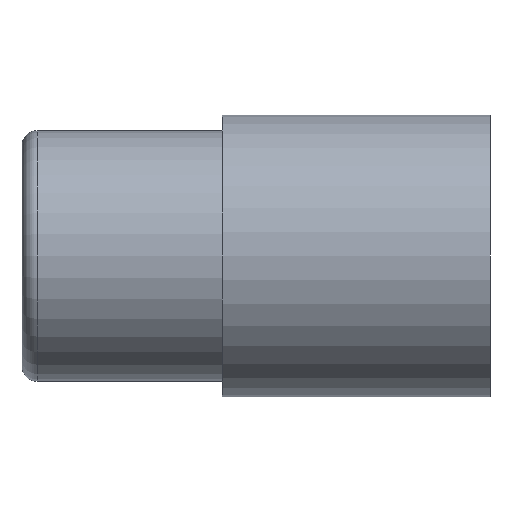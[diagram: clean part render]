
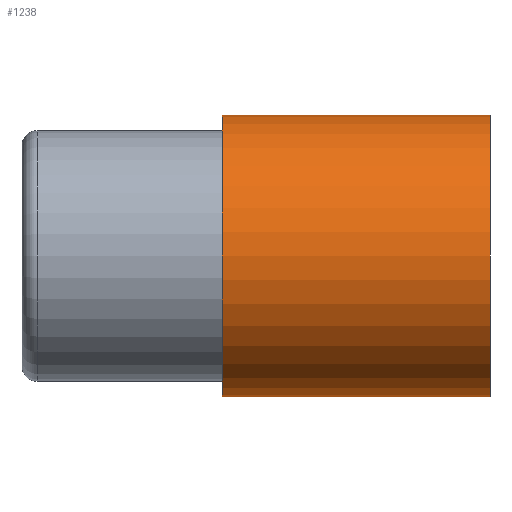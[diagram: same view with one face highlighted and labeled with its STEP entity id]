
A CAD part, front view. The second image highlights one B-rep face of the part: STEP entity #1238.
In plain terms, the highlighted cylindrical face has radius 23.35 mm (diameter 46.7 mm), a partial arc.
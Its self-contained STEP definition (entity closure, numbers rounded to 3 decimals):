
#34=DIRECTION('',(-1.,0.,0.));
#35=VECTOR('',#34,44.4);
#36=CARTESIAN_POINT('',(30.95,0.,-23.35));
#37=LINE('',#36,#35);
#38=DIRECTION('',(-1.,0.,0.));
#39=VECTOR('',#38,44.4);
#40=CARTESIAN_POINT('',(30.95,0.,23.35));
#41=LINE('',#40,#39);
#42=CARTESIAN_POINT('',(30.95,0.,0.));
#43=DIRECTION('',(-1.,0.,0.));
#44=DIRECTION('',(0.,0.,-1.));
#45=AXIS2_PLACEMENT_3D('',#42,#43,#44);
#47=CARTESIAN_POINT('',(-13.45,0.,0.));
#48=DIRECTION('',(-1.,0.,0.));
#49=DIRECTION('',(0.,0.,-1.));
#50=AXIS2_PLACEMENT_3D('',#47,#48,#49);
#941=CARTESIAN_POINT('',(30.95,0.,-23.35));
#942=CARTESIAN_POINT('',(-13.45,0.,-23.35));
#943=VERTEX_POINT('',#941);
#944=VERTEX_POINT('',#942);
#949=CARTESIAN_POINT('',(30.95,0.,23.35));
#950=CARTESIAN_POINT('',(-13.45,0.,23.35));
#951=VERTEX_POINT('',#949);
#952=VERTEX_POINT('',#950);
#1226=CARTESIAN_POINT('',(-50.583,0.,0.));
#1227=DIRECTION('',(1.,0.,0.));
#1228=DIRECTION('',(0.,0.,1.));
#1229=AXIS2_PLACEMENT_3D('',#1226,#1227,#1228);
#1230=CYLINDRICAL_SURFACE('',#1229,23.35);
#1231=ORIENTED_EDGE('',*,*,#1216,.T.);
#1233=ORIENTED_EDGE('',*,*,#1232,.T.);
#1234=ORIENTED_EDGE('',*,*,#1219,.F.);
#1235=ORIENTED_EDGE('',*,*,#1202,.F.);
#1236=EDGE_LOOP('',(#1231,#1233,#1234,#1235));
#1237=FACE_OUTER_BOUND('',#1236,.F.);
#1238=ADVANCED_FACE('',(#1237),#1230,.T.);
#46=CIRCLE('',#45,23.35);
#51=CIRCLE('',#50,23.35);
#1202=EDGE_CURVE('',#943,#951,#46,.T.);
#1216=EDGE_CURVE('',#943,#944,#37,.T.);
#1219=EDGE_CURVE('',#951,#952,#41,.T.);
#1232=EDGE_CURVE('',#944,#952,#51,.T.);
